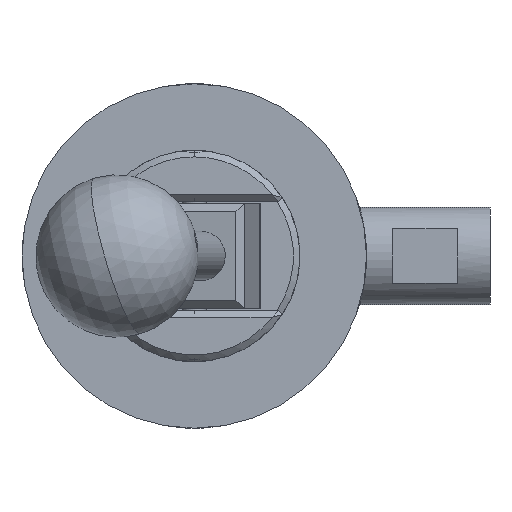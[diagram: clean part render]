
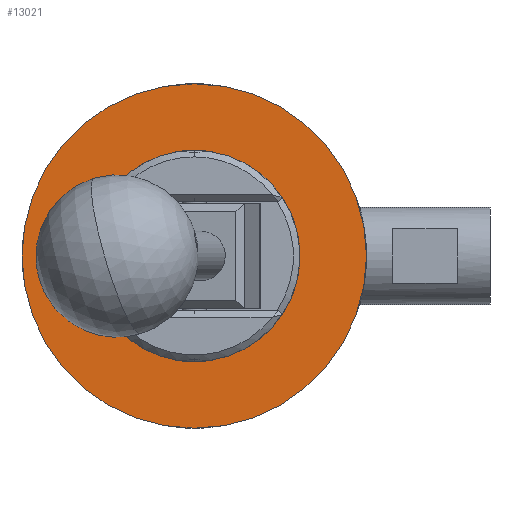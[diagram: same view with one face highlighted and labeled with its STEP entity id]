
A CAD part, front view. The second image highlights one B-rep face of the part: STEP entity #13021.
In plain terms, the highlighted planar face has unit normal (0, -1, 0).
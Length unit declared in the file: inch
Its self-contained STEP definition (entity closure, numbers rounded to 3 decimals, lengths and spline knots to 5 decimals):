
#323 = CIRCLE ( 'NONE', #26395, 1.325 ) ;
#352 = ORIENTED_EDGE ( 'NONE', *, *, #16957, .T. ) ;
#996 = VERTEX_POINT ( 'NONE', #23085 ) ;
#1578 = DIRECTION ( 'NONE',  ( 0., 1., 0. ) ) ;
#3808 = CARTESIAN_POINT ( 'NONE',  ( 0., -1.1875, 1.325 ) ) ;
#4477 = VERTEX_POINT ( 'NONE', #3808 ) ;
#4818 = DIRECTION ( 'NONE',  ( 0., 1., 0. ) ) ;
#5160 = VERTEX_POINT ( 'NONE', #34611 ) ;
#5632 = PLANE ( 'NONE',  #30792 ) ;
#6110 = EDGE_LOOP ( 'NONE', ( #17309, #16165 ) ) ;
#6288 = EDGE_CURVE ( 'NONE', #10710, #4477, #323, .T. ) ;
#6447 = DIRECTION ( 'NONE',  ( 0., 0., -1. ) ) ;
#6523 = CIRCLE ( 'NONE', #9987, 0.46 ) ;
#7134 = CIRCLE ( 'NONE', #29776, 1.325 ) ;
#7500 = DIRECTION ( 'NONE',  ( 0., 1., 0. ) ) ;
#8623 = EDGE_CURVE ( 'NONE', #4477, #10710, #7134, .T. ) ;
#9796 = CARTESIAN_POINT ( 'NONE',  ( 0., -1.1875, -1.325 ) ) ;
#9987 = AXIS2_PLACEMENT_3D ( 'NONE', #12402, #7500, #32399 ) ;
#10710 = VERTEX_POINT ( 'NONE', #9796 ) ;
#12402 = CARTESIAN_POINT ( 'NONE',  ( 0., -1.1875, 0. ) ) ;
#13021 = ADVANCED_FACE ( 'NONE', ( #19370, #30504 ), #5632, .F. ) ;
#13484 = CARTESIAN_POINT ( 'NONE',  ( 0., -1.1875, 0. ) ) ;
#13986 = DIRECTION ( 'NONE',  ( 0., 1., 0. ) ) ;
#14322 = EDGE_LOOP ( 'NONE', ( #23267, #352 ) ) ;
#16165 = ORIENTED_EDGE ( 'NONE', *, *, #8623, .F. ) ;
#16957 = EDGE_CURVE ( 'NONE', #5160, #996, #33002, .T. ) ;
#17309 = ORIENTED_EDGE ( 'NONE', *, *, #6288, .F. ) ;
#18042 = CARTESIAN_POINT ( 'NONE',  ( -1.325, -1.1875, 0. ) ) ;
#19370 = FACE_BOUND ( 'NONE', #14322, .T. ) ;
#20011 = EDGE_CURVE ( 'NONE', #996, #5160, #6523, .T. ) ;
#21107 = DIRECTION ( 'NONE',  ( 0., 0., -1. ) ) ;
#22567 = CARTESIAN_POINT ( 'NONE',  ( 0., -1.1875, 0. ) ) ;
#23085 = CARTESIAN_POINT ( 'NONE',  ( 0., -1.1875, -0.46 ) ) ;
#23267 = ORIENTED_EDGE ( 'NONE', *, *, #20011, .T. ) ;
#24269 = AXIS2_PLACEMENT_3D ( 'NONE', #28317, #13986, #25589 ) ;
#25589 = DIRECTION ( 'NONE',  ( 0., 0., -1. ) ) ;
#26033 = DIRECTION ( 'NONE',  ( 0., 1., 0. ) ) ;
#26395 = AXIS2_PLACEMENT_3D ( 'NONE', #13484, #4818, #21107 ) ;
#28317 = CARTESIAN_POINT ( 'NONE',  ( 0., -1.1875, 0. ) ) ;
#29139 = DIRECTION ( 'NONE',  ( 0., 0., -1. ) ) ;
#29776 = AXIS2_PLACEMENT_3D ( 'NONE', #22567, #26033, #6447 ) ;
#30504 = FACE_OUTER_BOUND ( 'NONE', #6110, .T. ) ;
#30792 = AXIS2_PLACEMENT_3D ( 'NONE', #18042, #1578, #29139 ) ;
#32399 = DIRECTION ( 'NONE',  ( 0., 0., -1. ) ) ;
#33002 = CIRCLE ( 'NONE', #24269, 0.46 ) ;
#34611 = CARTESIAN_POINT ( 'NONE',  ( 0., -1.1875, 0.46 ) ) ;
